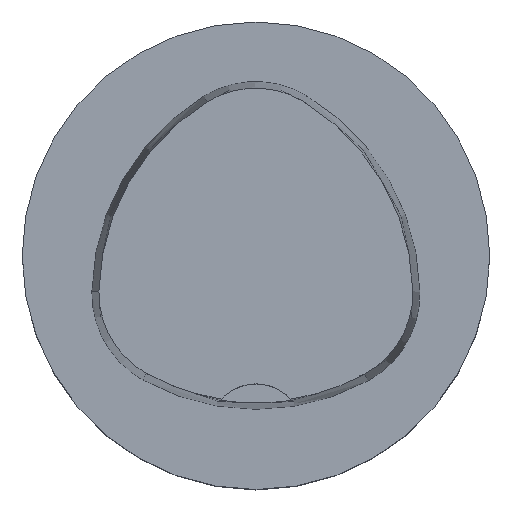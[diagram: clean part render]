
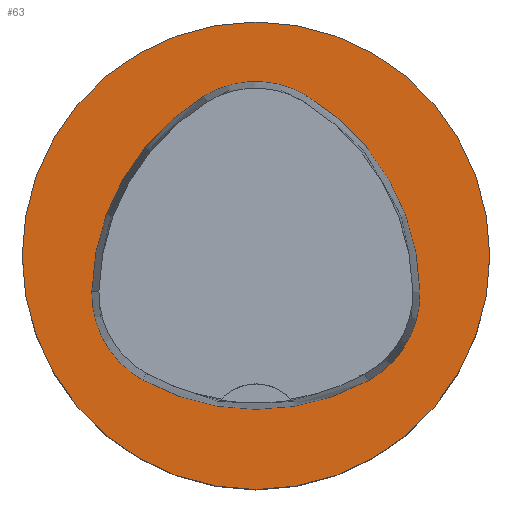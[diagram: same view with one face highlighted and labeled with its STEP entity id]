
A CAD part, top view. The second image highlights one B-rep face of the part: STEP entity #63.
In plain terms, the highlighted planar face has unit normal (0, 0, 1).
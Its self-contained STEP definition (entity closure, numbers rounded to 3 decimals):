
#35=FACE_BOUND('',#95,.T.);
#36=FACE_BOUND('',#96,.T.);
#50=PLANE('',#274);
#63=ADVANCED_FACE('',(#35,#36),#50,.F.);
#95=EDGE_LOOP('',(#160));
#96=EDGE_LOOP('',(#161,#162,#163,#164,#165,#166));
#160=ORIENTED_EDGE('',*,*,#221,.T.);
#161=ORIENTED_EDGE('',*,*,#207,.T.);
#162=ORIENTED_EDGE('',*,*,#215,.T.);
#163=ORIENTED_EDGE('',*,*,#217,.T.);
#164=ORIENTED_EDGE('',*,*,#197,.T.);
#165=ORIENTED_EDGE('',*,*,#201,.T.);
#166=ORIENTED_EDGE('',*,*,#204,.T.);
#176=VERTEX_POINT('',#366);
#177=VERTEX_POINT('',#367);
#180=VERTEX_POINT('',#375);
#182=VERTEX_POINT('',#381);
#184=VERTEX_POINT('',#387);
#191=VERTEX_POINT('',#408);
#192=VERTEX_POINT('',#421);
#197=EDGE_CURVE('',#176,#177,#226,.T.);
#201=EDGE_CURVE('',#177,#180,#228,.T.);
#204=EDGE_CURVE('',#180,#182,#230,.T.);
#207=EDGE_CURVE('',#182,#184,#232,.T.);
#215=EDGE_CURVE('',#184,#191,#236,.T.);
#217=EDGE_CURVE('',#191,#176,#238,.T.);
#221=EDGE_CURVE('',#192,#192,#242,.T.);
#226=CIRCLE('',#248,20.0);
#228=CIRCLE('',#251,8.5);
#230=CIRCLE('',#254,20.0);
#232=CIRCLE('',#257,8.5);
#236=CIRCLE('',#262,20.0);
#238=CIRCLE('',#265,8.5);
#242=CIRCLE('',#273,20.0);
#248=AXIS2_PLACEMENT_3D('',#365,#286,#287);
#251=AXIS2_PLACEMENT_3D('',#374,#294,#295);
#254=AXIS2_PLACEMENT_3D('',#380,#301,#302);
#257=AXIS2_PLACEMENT_3D('',#386,#308,#309);
#262=AXIS2_PLACEMENT_3D('',#409,#320,#321);
#265=AXIS2_PLACEMENT_3D('',#412,#326,#327);
#273=AXIS2_PLACEMENT_3D('',#420,#342,#343);
#274=AXIS2_PLACEMENT_3D('',#422,#344,#345);
#286=DIRECTION('',(0.0,0.0,-1.0));
#287=DIRECTION('',(-1.0,0.0,0.0));
#294=DIRECTION('',(0.0,0.0,-1.0));
#295=DIRECTION('',(-1.0,0.0,0.0));
#301=DIRECTION('',(0.0,0.0,-1.0));
#302=DIRECTION('',(-1.0,0.0,0.0));
#308=DIRECTION('',(0.0,0.0,-1.0));
#309=DIRECTION('',(-1.0,0.0,0.0));
#320=DIRECTION('',(0.0,0.0,-1.0));
#321=DIRECTION('',(-1.0,0.0,0.0));
#326=DIRECTION('',(0.0,0.0,-1.0));
#327=DIRECTION('',(-1.0,0.0,0.0));
#342=DIRECTION('',(0.0,0.0,1.0));
#343=DIRECTION('',(1.0,0.0,0.0));
#344=DIRECTION('',(0.0,0.0,-1.0));
#345=DIRECTION('',(-1.0,0.0,0.0));
#365=CARTESIAN_POINT('',(5.955,-3.414,0.0));
#366=CARTESIAN_POINT('',(-14.041,-3.042,0.0));
#367=CARTESIAN_POINT('',(-4.472,13.653,0.0));
#374=CARTESIAN_POINT('',(-0.04,6.4,0.0));
#375=CARTESIAN_POINT('',(4.347,13.68,0.0));
#380=CARTESIAN_POINT('',(-5.976,-3.45,0.0));
#381=CARTESIAN_POINT('',(14.021,-3.075,0.0));
#386=CARTESIAN_POINT('',(5.522,-3.235,0.0));
#387=CARTESIAN_POINT('',(9.588,-10.699,0.0));
#408=CARTESIAN_POINT('',(-9.655,-10.639,0.0));
#409=CARTESIAN_POINT('',(0.022,6.864,0.0));
#412=CARTESIAN_POINT('',(-5.543,-3.2,0.0));
#420=CARTESIAN_POINT('',(0.0,0.0,0.0));
#421=CARTESIAN_POINT('',(20.0,0.0,0.0));
#422=CARTESIAN_POINT('',(0.0,-20.0,0.0));
